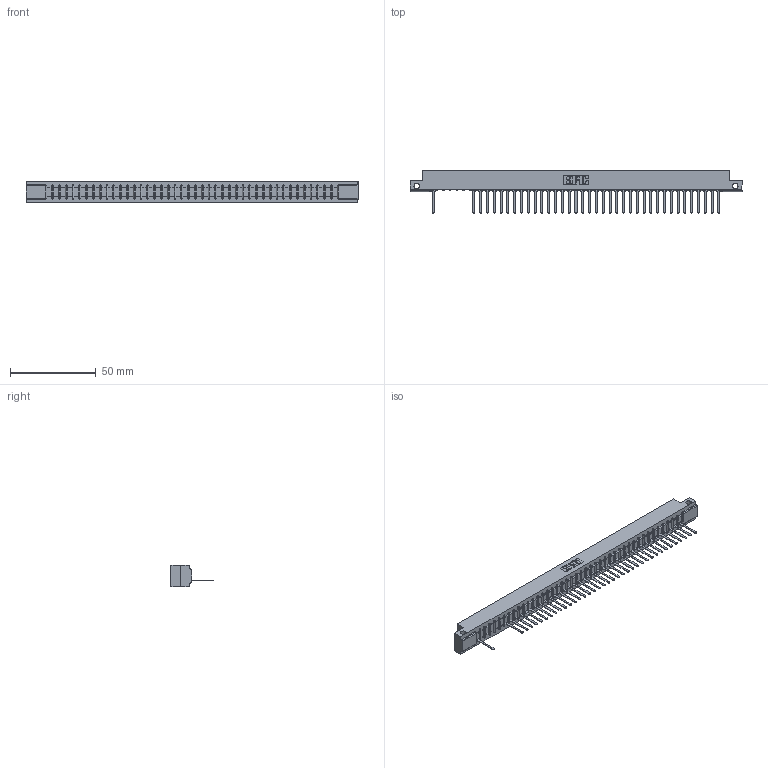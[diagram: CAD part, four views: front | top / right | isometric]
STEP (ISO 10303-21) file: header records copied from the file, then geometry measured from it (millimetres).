
FILE_DESCRIPTION (( 'STEP AP203' ), '1' );
FILE_NAME ('357-043-541-112.STEP', '2018-08-11T10:20:43', ( '' ), ( '' ), 'SwSTEP 2.0', 'SolidWorks 2016', '' );
FILE_SCHEMA (( 'CONFIG_CONTROL_DESIGN' ));
Length unit declared in the file: inch
Products named in the file (3): 307 Part_.128 Dia Side Mounting Holes; 307-290-002_541; 357-043-541-112
Assembly tree (39 placements, depth 2):
  357-043-541-112
    307 Part_.128 Dia Side Mounting Holes
    307-290-002_541  x38
Bounding box: 193.4 x 24.59 x 12.7 mm (x, y, z)
Volume: 20523.7 mm3; surface area: 25579.9 mm2
Topology: 39 solids, 39 shells, 3074 faces, 9459 edges, 6186 vertices
Faces by surface type: plane 1840, cylinder 1146, sphere 88
Entity records: 37300 total; most frequent: CARTESIAN_POINT 6315, ORIENTED_EDGE 6310, DIRECTION 6129, EDGE_CURVE 3155, VECTOR 2417, LINE 2417, VERTEX_POINT 2042, AXIS2_PLACEMENT_3D 1856
